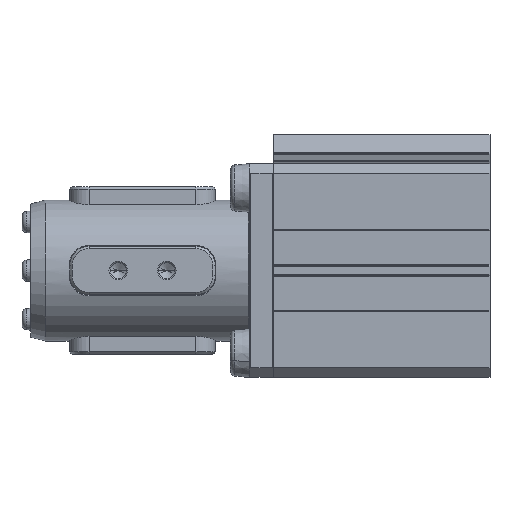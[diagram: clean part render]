
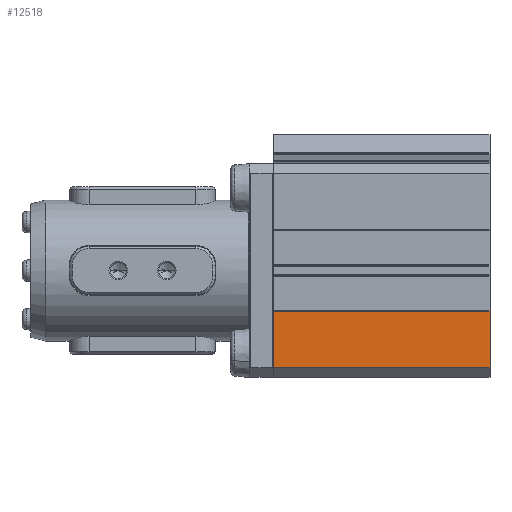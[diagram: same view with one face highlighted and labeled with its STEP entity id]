
A CAD part, front view. The second image highlights one B-rep face of the part: STEP entity #12518.
In plain terms, the highlighted face is planar.
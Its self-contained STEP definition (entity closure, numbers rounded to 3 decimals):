
#1059 = DIRECTION ( 'NONE',  ( -1., 0., 0. ) ) ;
#1073 = DIRECTION ( 'NONE',  ( 0., -1., 0. ) ) ;
#2492 = VERTEX_POINT ( 'NONE', #33018 ) ;
#4704 = CARTESIAN_POINT ( 'NONE',  ( 44.5, -8.4, 22. ) ) ;
#4722 = VECTOR ( 'NONE', #26407, 1000. ) ;
#4828 = VERTEX_POINT ( 'NONE', #43125 ) ;
#5870 = LINE ( 'NONE', #11522, #4722 ) ;
#5883 = CARTESIAN_POINT ( 'NONE',  ( 44.5, -8.4, 22. ) ) ;
#8045 = VECTOR ( 'NONE', #1073, 1000. ) ;
#9339 = CARTESIAN_POINT ( 'NONE',  ( 44.5, -20., 22. ) ) ;
#10288 = VECTOR ( 'NONE', #12964, 1000. ) ;
#11211 = CARTESIAN_POINT ( 'NONE',  ( 0., -20., 22. ) ) ;
#11522 = CARTESIAN_POINT ( 'NONE',  ( 0., -8.4, 22. ) ) ;
#11778 = CARTESIAN_POINT ( 'NONE',  ( 44.5, -8.4, 22. ) ) ;
#12518 = ADVANCED_FACE ( 'NONE', ( #29280 ), #44463, .F. ) ;
#12542 = ORIENTED_EDGE ( 'NONE', *, *, #34298, .T. ) ;
#12758 = EDGE_CURVE ( 'NONE', #26296, #2492, #21348, .T. ) ;
#12964 = DIRECTION ( 'NONE',  ( -1., 0., 0. ) ) ;
#13082 = VERTEX_POINT ( 'NONE', #11211 ) ;
#13227 = AXIS2_PLACEMENT_3D ( 'NONE', #11778, #22712, #1059 ) ;
#17813 = ORIENTED_EDGE ( 'NONE', *, *, #12758, .T. ) ;
#18942 = EDGE_CURVE ( 'NONE', #4828, #13082, #38046, .T. ) ;
#19738 = CARTESIAN_POINT ( 'NONE',  ( 44.5, -8.4, 22. ) ) ;
#21348 = LINE ( 'NONE', #5883, #41777 ) ;
#22712 = DIRECTION ( 'NONE',  ( 0., 0., -1. ) ) ;
#23993 = EDGE_LOOP ( 'NONE', ( #12542, #46637, #39404, #17813 ) ) ;
#26296 = VERTEX_POINT ( 'NONE', #19738 ) ;
#26407 = DIRECTION ( 'NONE',  ( 0., -1., 0. ) ) ;
#29280 = FACE_OUTER_BOUND ( 'NONE', #23993, .T. ) ;
#31204 = DIRECTION ( 'NONE',  ( -1., 0., 0. ) ) ;
#33018 = CARTESIAN_POINT ( 'NONE',  ( 0., -8.4, 22. ) ) ;
#34298 = EDGE_CURVE ( 'NONE', #2492, #13082, #5870, .T. ) ;
#35843 = LINE ( 'NONE', #4704, #8045 ) ;
#38046 = LINE ( 'NONE', #9339, #10288 ) ;
#38931 = EDGE_CURVE ( 'NONE', #26296, #4828, #35843, .T. ) ;
#39404 = ORIENTED_EDGE ( 'NONE', *, *, #38931, .F. ) ;
#41777 = VECTOR ( 'NONE', #31204, 1000. ) ;
#43125 = CARTESIAN_POINT ( 'NONE',  ( 44.5, -20., 22. ) ) ;
#44463 = PLANE ( 'NONE',  #13227 ) ;
#46637 = ORIENTED_EDGE ( 'NONE', *, *, #18942, .F. ) ;
